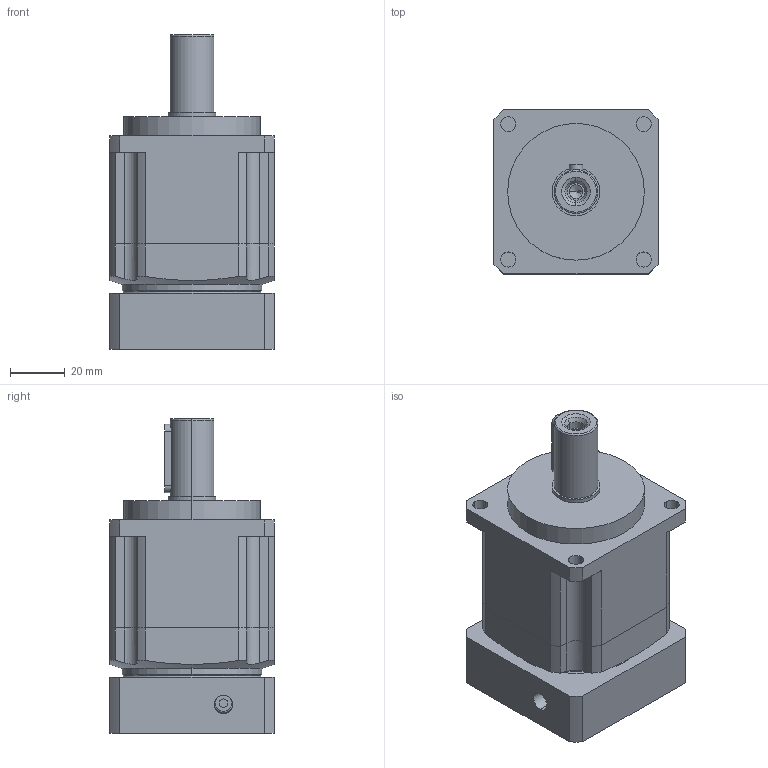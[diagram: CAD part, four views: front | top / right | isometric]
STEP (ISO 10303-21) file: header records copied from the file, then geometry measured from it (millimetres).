
FILE_DESCRIPTION (( 'STEP AP203' ), '1' );
FILE_NAME ('GPB060-L1-(14-50-70-M5).STEP', '2022-04-11T10:30:52', ( '微软用户' ), ( '微软中国' ), 'SwSTEP 2.0', 'SolidWorks 2018', '' );
FILE_SCHEMA (( 'CONFIG_CONTROL_DESIGN' ));
Length unit declared in the file: millimetre
Products named in the file (1): GPB060-L1-(14-50-70-M5)
Bounding box: 60 x 60 x 115 mm (x, y, z)
Volume: 245547.3 mm3; surface area: 50735.6 mm2
Topology: 5 solids, 5 shells, 288 faces, 729 edges, 467 vertices
Faces by surface type: plane 129, cylinder 125, cone 20, torus 14
Entity records: 9180 total; most frequent: CARTESIAN_POINT 1976, DIRECTION 1563, ORIENTED_EDGE 1438, EDGE_CURVE 719, AXIS2_PLACEMENT_3D 590, VERTEX_POINT 467, VECTOR 383, LINE 383
